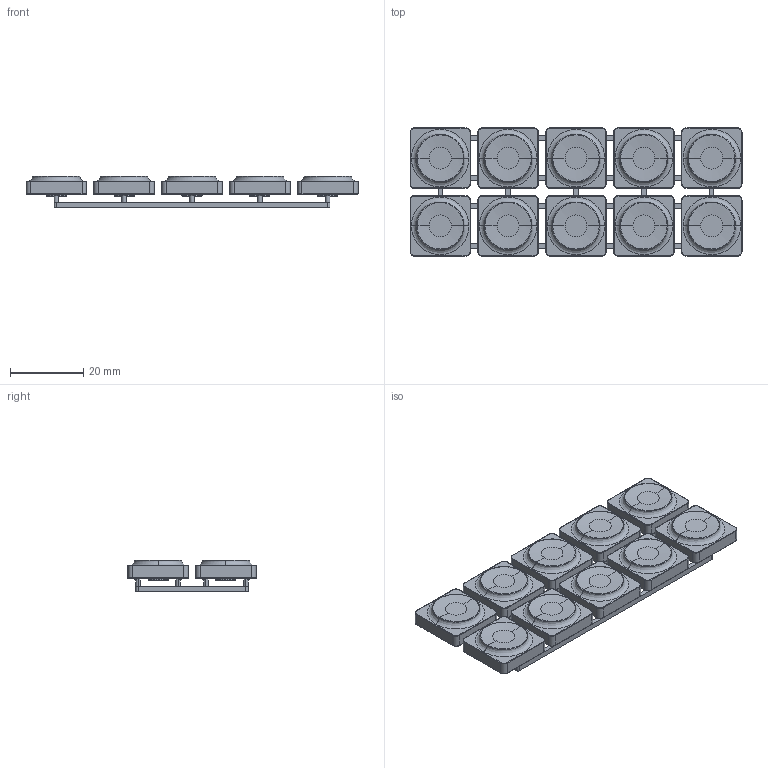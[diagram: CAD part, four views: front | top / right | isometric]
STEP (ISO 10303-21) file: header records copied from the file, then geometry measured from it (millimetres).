
FILE_DESCRIPTION(/* description */ (''),/* implementation_level */ '2;1');
FILE_NAME(/* name */ 'tmp3',/* time_stamp */ '2024-09-01T22:12:03+09:00',/* author */ (''),/* organization */ (''),/* preprocessor_version */ 'ST-DEVELOPER v19.2',/* originating_system */ 'Rhino 8.10',/* authorisation */ '');
FILE_SCHEMA (('CONFIG_CONTROL_DESIGN'));
Length unit declared in the file: millimetre
Products named in the file (2): Document; keycap_1u
Bounding box: 90.7 x 35 x 8.72 mm (x, y, z)
Volume: 7872.9 mm3; surface area: 12512.1 mm2
Topology: 31 solids, 31 shells, 1018 faces, 2208 edges, 1292 vertices
Faces by surface type: cylinder 364, bspline 340, plane 314
Entity records: 9980 total; most frequent: CARTESIAN_POINT 5104, ORIENTED_EDGE 1104, DIRECTION 566, EDGE_CURVE 552, AXIS2_PLACEMENT_3D 396, VERTEX_POINT 338, EDGE_LOOP 290, B_SPLINE_CURVE_WITH_KNOTS 284
